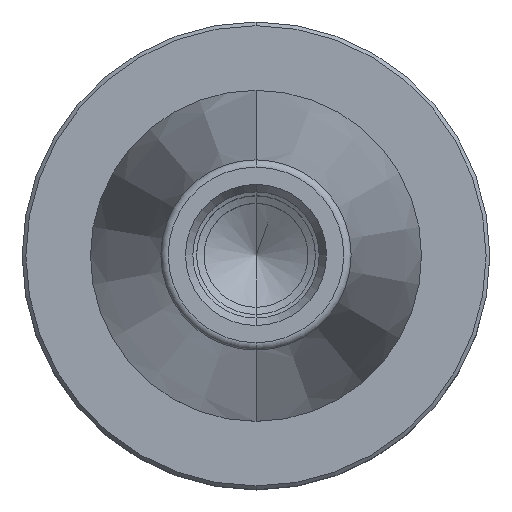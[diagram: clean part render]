
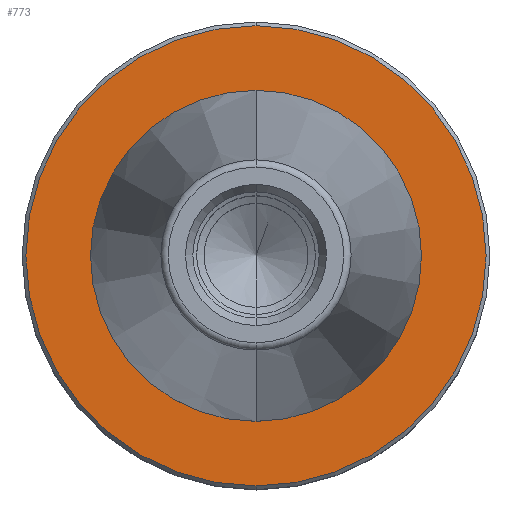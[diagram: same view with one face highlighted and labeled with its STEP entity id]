
A CAD part, top view. The second image highlights one B-rep face of the part: STEP entity #773.
In plain terms, the highlighted planar face has unit normal (0, 0, 1).
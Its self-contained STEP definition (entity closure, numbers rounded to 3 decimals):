
#311=EDGE_CURVE('',#535,#349,#854,.T.);
#315=VERTEX_POINT('',#858);
#325=EDGE_CURVE('',#315,#595,#871,.T.);
#349=VERTEX_POINT('',#895);
#535=VERTEX_POINT('',#1106);
#539=EDGE_CURVE('',#595,#315,#1111,.T.);
#595=VERTEX_POINT('',#1177);
#615=EDGE_CURVE('',#349,#535,#1198,.T.);
#773=ADVANCED_FACE('',(#1374,#1375),#1376,.T.);
#854=CIRCLE('',#1462,22.298);
#858=CARTESIAN_POINT('',(0.,-31.0,-2.0));
#871=CIRCLE('',#1480,31.0);
#895=CARTESIAN_POINT('',(0.0,22.298,-2.0));
#1106=CARTESIAN_POINT('',(0.,-22.298,-2.0));
#1111=CIRCLE('',#1795,31.0);
#1177=CARTESIAN_POINT('',(0.0,31.0,-2.0));
#1198=CIRCLE('',#1903,22.298);
#1374=FACE_OUTER_BOUND('',#2137,.T.);
#1375=FACE_BOUND('',#2138,.T.);
#1376=PLANE('',#2139);
#1462=AXIS2_PLACEMENT_3D('',#2239,#2240,#2241);
#1480=AXIS2_PLACEMENT_3D('',#2258,#2259,#2260);
#1795=AXIS2_PLACEMENT_3D('',#2577,#2578,#2579);
#1903=AXIS2_PLACEMENT_3D('',#2700,#2701,#2702);
#2137=EDGE_LOOP('',(#2918,#2919));
#2138=EDGE_LOOP('',(#2920,#2921));
#2139=AXIS2_PLACEMENT_3D('',#2922,#2923,#2924);
#2239=CARTESIAN_POINT('',(0.0,0.0,-2.0));
#2240=DIRECTION('',(0.0,0.0,-1.0));
#2241=DIRECTION('',(0.0,1.0,0.0));
#2258=CARTESIAN_POINT('',(0.0,0.0,-2.0));
#2259=DIRECTION('',(0.0,0.0,-1.0));
#2260=DIRECTION('',(0.0,1.0,0.0));
#2577=CARTESIAN_POINT('',(0.0,0.0,-2.0));
#2578=DIRECTION('',(0.0,0.0,-1.0));
#2579=DIRECTION('',(0.0,1.0,0.0));
#2700=CARTESIAN_POINT('',(0.0,0.0,-2.0));
#2701=DIRECTION('',(0.0,0.0,-1.0));
#2702=DIRECTION('',(0.0,1.0,0.0));
#2918=ORIENTED_EDGE('',*,*,#539,.F.);
#2919=ORIENTED_EDGE('',*,*,#325,.F.);
#2920=ORIENTED_EDGE('',*,*,#615,.T.);
#2921=ORIENTED_EDGE('',*,*,#311,.T.);
#2922=CARTESIAN_POINT('',(0.0,26.649,-2.0));
#2923=DIRECTION('',(-0.0,0.0,1.0));
#2924=DIRECTION('',(0.0,-1.0,0.0));
